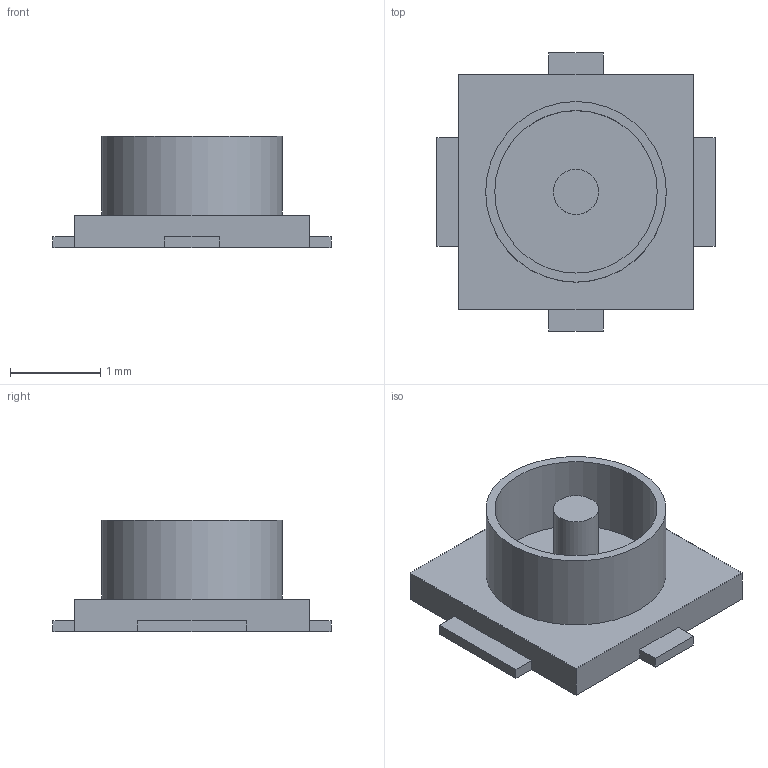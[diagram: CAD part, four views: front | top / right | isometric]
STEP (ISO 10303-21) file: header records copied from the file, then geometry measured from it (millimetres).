
FILE_DESCRIPTION(('FreeCAD Model'),'2;1');
FILE_NAME('MOLEX_73412-0110.step','2019-11-03T16:54:06',( 'Author'),(''),'Open CASCADE STEP processor 7.3','FreeCAD','Unknown' );
FILE_SCHEMA(('AUTOMOTIVE_DESIGN { 1 0 10303 214 1 1 1 1 }'));
Length unit declared in the file: millimetre
Products named in the file (1): Group
Bounding box: 3.08 x 3.08 x 1.23 mm (x, y, z)
Volume: 3.2 mm3; surface area: 31 mm2
Topology: 1 solids, 1 shells, 40 faces, 85 edges, 50 vertices
Faces by surface type: plane 37, cylinder 3
Full cylindrical faces by diameter (mm): 0.5 x1, 1.8 x1, 2 x1
Entity records: 1056 total; most frequent: CARTESIAN_POINT 176, DIRECTION 173, ORIENTED_EDGE 170, EDGE_CURVE 85, LINE 79, VECTOR 79, VERTEX_POINT 50, AXIS2_PLACEMENT_3D 47
